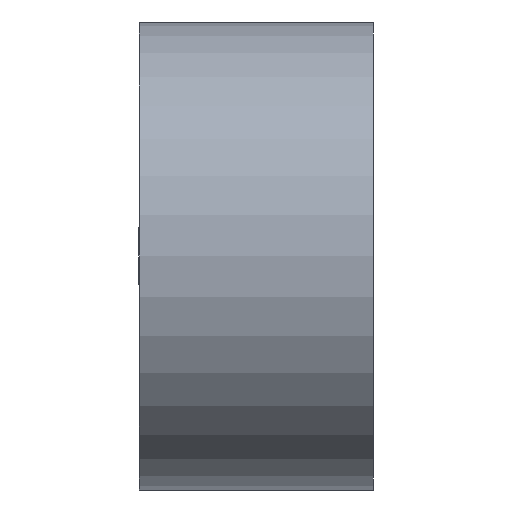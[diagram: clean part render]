
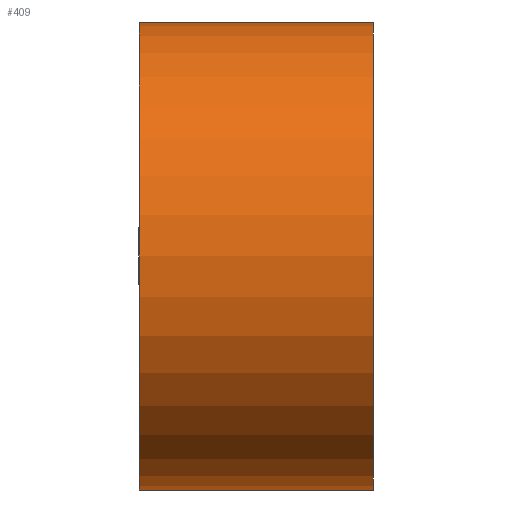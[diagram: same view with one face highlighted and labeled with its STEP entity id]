
A CAD part, left-side view. The second image highlights one B-rep face of the part: STEP entity #409.
In plain terms, the highlighted cylindrical face has radius 2.54 mm (diameter 5.08 mm), a partial arc.
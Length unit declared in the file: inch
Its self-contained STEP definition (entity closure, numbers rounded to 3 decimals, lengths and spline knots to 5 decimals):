
#6 = DIRECTION ( 'NONE',  ( 0., -1., 0. ) ) ;
#18 = CYLINDRICAL_SURFACE ( 'NONE', #165, 0.1 ) ;
#19 = VECTOR ( 'NONE', #6, 39.37008 ) ;
#31 = ORIENTED_EDGE ( 'NONE', *, *, #194, .F. ) ;
#89 = ORIENTED_EDGE ( 'NONE', *, *, #568, .F. ) ;
#110 = CARTESIAN_POINT ( 'NONE',  ( -4.755, -0.05, 0. ) ) ;
#111 = EDGE_CURVE ( 'NONE', #283, #157, #605, .T. ) ;
#125 = VERTEX_POINT ( 'NONE', #415 ) ;
#157 = VERTEX_POINT ( 'NONE', #250 ) ;
#165 = AXIS2_PLACEMENT_3D ( 'NONE', #217, #622, #422 ) ;
#170 = CARTESIAN_POINT ( 'NONE',  ( -4.755, 0.05, 0.1 ) ) ;
#182 = CARTESIAN_POINT ( 'NONE',  ( -4.755, 0.05, -0.1 ) ) ;
#194 = EDGE_CURVE ( 'NONE', #332, #157, #406, .T. ) ;
#208 = DIRECTION ( 'NONE',  ( 0., 1., 0. ) ) ;
#217 = CARTESIAN_POINT ( 'NONE',  ( -4.755, 0.05, 0. ) ) ;
#250 = CARTESIAN_POINT ( 'NONE',  ( -4.755, -0.05, 0.1 ) ) ;
#258 = DIRECTION ( 'NONE',  ( 0., 0., 1. ) ) ;
#265 = CARTESIAN_POINT ( 'NONE',  ( -4.755, 0.05, 0. ) ) ;
#268 = ORIENTED_EDGE ( 'NONE', *, *, #576, .T. ) ;
#272 = AXIS2_PLACEMENT_3D ( 'NONE', #265, #330, #565 ) ;
#283 = VERTEX_POINT ( 'NONE', #316 ) ;
#288 = AXIS2_PLACEMENT_3D ( 'NONE', #110, #208, #258 ) ;
#316 = CARTESIAN_POINT ( 'NONE',  ( -4.755, -0.05, -0.1 ) ) ;
#330 = DIRECTION ( 'NONE',  ( 0., 1., 0. ) ) ;
#332 = VERTEX_POINT ( 'NONE', #170 ) ;
#336 = DIRECTION ( 'NONE',  ( 0., -1., 0. ) ) ;
#385 = LINE ( 'NONE', #182, #616 ) ;
#406 = LINE ( 'NONE', #451, #19 ) ;
#409 = ADVANCED_FACE ( 'NONE', ( #426 ), #18, .T. ) ;
#415 = CARTESIAN_POINT ( 'NONE',  ( -4.755, 0.05, -0.1 ) ) ;
#422 = DIRECTION ( 'NONE',  ( 0., 0., -1. ) ) ;
#426 = FACE_OUTER_BOUND ( 'NONE', #454, .T. ) ;
#451 = CARTESIAN_POINT ( 'NONE',  ( -4.755, 0.05, 0.1 ) ) ;
#454 = EDGE_LOOP ( 'NONE', ( #31, #89, #268, #467 ) ) ;
#467 = ORIENTED_EDGE ( 'NONE', *, *, #111, .T. ) ;
#492 = CIRCLE ( 'NONE', #272, 0.1 ) ;
#565 = DIRECTION ( 'NONE',  ( 0., 0., 1. ) ) ;
#568 = EDGE_CURVE ( 'NONE', #125, #332, #492, .T. ) ;
#576 = EDGE_CURVE ( 'NONE', #125, #283, #385, .T. ) ;
#605 = CIRCLE ( 'NONE', #288, 0.1 ) ;
#616 = VECTOR ( 'NONE', #336, 39.37008 ) ;
#622 = DIRECTION ( 'NONE',  ( 0., -1., 0. ) ) ;
